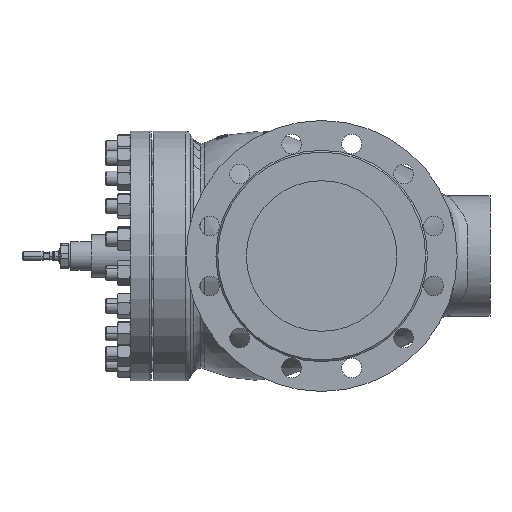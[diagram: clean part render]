
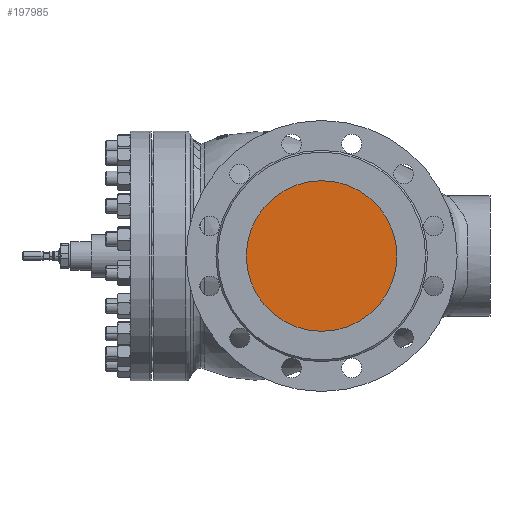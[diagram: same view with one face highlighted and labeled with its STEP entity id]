
A CAD part, left-side view. The second image highlights one B-rep face of the part: STEP entity #197985.
In plain terms, the highlighted planar face has unit normal (-1, 0, 0).
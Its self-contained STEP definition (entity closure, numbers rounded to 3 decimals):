
#10475 = CARTESIAN_POINT ( 'NONE',  ( -355., 0., 0. ) ) ;
#25968 = EDGE_CURVE ( 'NONE', #37746, #157392, #187710, .T. ) ;
#26944 = CARTESIAN_POINT ( 'NONE',  ( -355., 0., 0. ) ) ;
#34819 = DIRECTION ( 'NONE',  ( 0., 0., -1. ) ) ;
#37746 = VERTEX_POINT ( 'NONE', #293543 ) ;
#51319 = DIRECTION ( 'NONE',  ( 0., 0., -1. ) ) ;
#55478 = AXIS2_PLACEMENT_3D ( 'NONE', #260711, #139692, #309439 ) ;
#69588 = FACE_OUTER_BOUND ( 'NONE', #298593, .T. ) ;
#112147 = AXIS2_PLACEMENT_3D ( 'NONE', #10475, #179981, #34819 ) ;
#139692 = DIRECTION ( 'NONE',  ( -1., 0., 0. ) ) ;
#157392 = VERTEX_POINT ( 'NONE', #303906 ) ;
#176560 = ORIENTED_EDGE ( 'NONE', *, *, #25968, .F. ) ;
#179981 = DIRECTION ( 'NONE',  ( 1., 0., 0. ) ) ;
#181223 = CIRCLE ( 'NONE', #206780, 125. ) ;
#187710 = CIRCLE ( 'NONE', #112147, 125. ) ;
#196485 = DIRECTION ( 'NONE',  ( 1., 0., 0. ) ) ;
#197985 = ADVANCED_FACE ( 'NONE', ( #69588 ), #236280, .T. ) ;
#206780 = AXIS2_PLACEMENT_3D ( 'NONE', #26944, #196485, #51319 ) ;
#236280 = PLANE ( 'NONE',  #55478 ) ;
#246253 = EDGE_CURVE ( 'NONE', #157392, #37746, #181223, .T. ) ;
#250722 = ORIENTED_EDGE ( 'NONE', *, *, #246253, .F. ) ;
#260711 = CARTESIAN_POINT ( 'NONE',  ( -355., 0., 0. ) ) ;
#293543 = CARTESIAN_POINT ( 'NONE',  ( -355., 0., 125. ) ) ;
#298593 = EDGE_LOOP ( 'NONE', ( #176560, #250722 ) ) ;
#303906 = CARTESIAN_POINT ( 'NONE',  ( -355., 0., -125. ) ) ;
#309439 = DIRECTION ( 'NONE',  ( 0., 0., -1. ) ) ;
